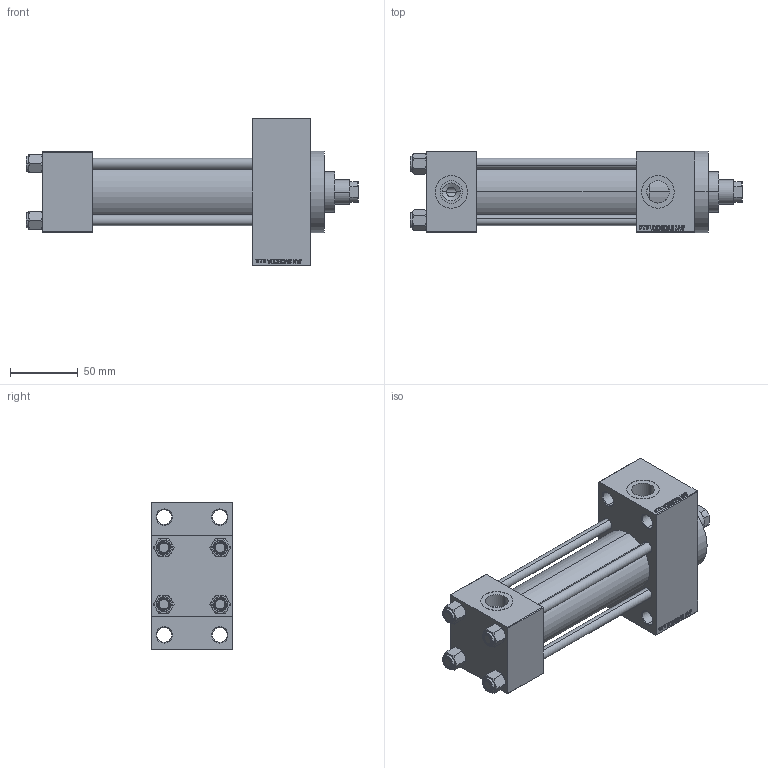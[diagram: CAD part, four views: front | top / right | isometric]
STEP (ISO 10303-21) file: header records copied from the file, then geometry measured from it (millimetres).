
FILE_DESCRIPTION (( 'STEP AP203' ), '1' );
FILE_NAME ('6728.STEP', '2022-04-14T18:14:56', ( '' ), ( '' ), 'SwSTEP 2.0', 'SolidWorks 2019', '' );
FILE_SCHEMA (( 'CONFIG_CONTROL_DESIGN' ));
Length unit declared in the file: millimetre
Products named in the file (6): V215CR_D_TYCINKA ab629f0ea4589ad3667a87cca644443b; V215_VC_A ab629f0ea4589ad3667a87cca644443b; V215CR_VCP_D ab629f0ea4589ad3667a87cca644443b; 6728; V215CR_D_Body ab629f0ea4589ad3667a87cca644443b; NUT_M5_D ab629f0ea4589ad3667a87cca644443b
Assembly tree (11 placements, depth 2):
  6728
    V215CR_D_Body ab629f0ea4589ad3667a87cca644443b
    V215CR_VCP_D ab629f0ea4589ad3667a87cca644443b
    NUT_M5_D ab629f0ea4589ad3667a87cca644443b  x4
    V215CR_D_TYCINKA ab629f0ea4589ad3667a87cca644443b  x4
    V215_VC_A ab629f0ea4589ad3667a87cca644443b
Bounding box: 245 x 60 x 109 mm (x, y, z)
Volume: 563958.3 mm3; surface area: 148139.2 mm2
Topology: 11 solids, 11 shells, 1112 faces, 2771 edges, 1793 vertices
Faces by surface type: plane 500, bspline 368, cone 144, cylinder 92, torus 8
Entity records: 47457 total; most frequent: CARTESIAN_POINT 25109, ORIENTED_EDGE 5034, DIRECTION 3241, EDGE_CURVE 2517, VERTEX_POINT 1649, VECTOR 1511, LINE 1511, EDGE_LOOP 1124
